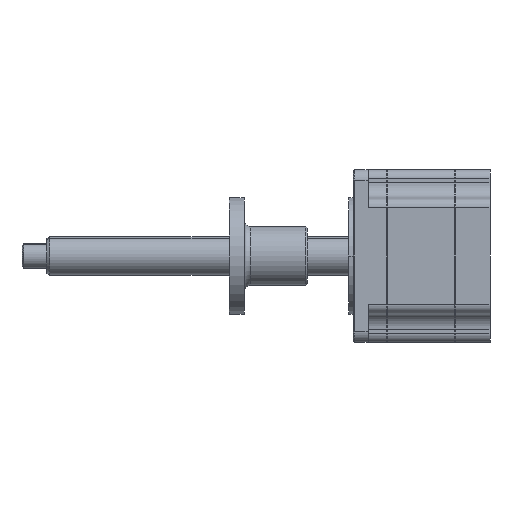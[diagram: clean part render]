
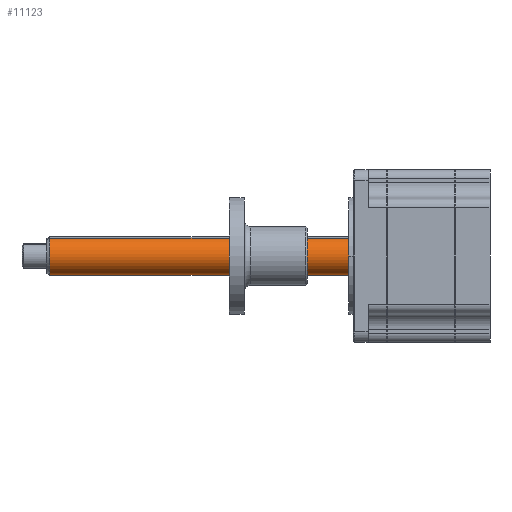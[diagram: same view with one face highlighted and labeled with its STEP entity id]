
A CAD part, left-side view. The second image highlights one B-rep face of the part: STEP entity #11123.
In plain terms, the highlighted cylindrical face has radius 6.225 mm (diameter 12.45 mm), a partial arc.
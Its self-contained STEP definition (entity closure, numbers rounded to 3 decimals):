
#546 = VERTEX_POINT ( 'NONE', #12659 ) ;
#715 = VECTOR ( 'NONE', #3491, 1000. ) ;
#895 = CIRCLE ( 'NONE', #9233, 6.225 ) ;
#1518 = DIRECTION ( 'NONE',  ( -0.389, 0., 0.921 ) ) ;
#1798 = VERTEX_POINT ( 'NONE', #5625 ) ;
#1845 = LINE ( 'NONE', #3977, #7472 ) ;
#1881 = CARTESIAN_POINT ( 'NONE',  ( -19.712, 3.999, 39.086 ) ) ;
#1891 = CARTESIAN_POINT ( 'NONE',  ( -17.293, 3.999, 33.35 ) ) ;
#2131 = ORIENTED_EDGE ( 'NONE', *, *, #3264, .F. ) ;
#2288 = ORIENTED_EDGE ( 'NONE', *, *, #10752, .F. ) ;
#2702 = CARTESIAN_POINT ( 'NONE',  ( -19.712, 102.999, 39.086 ) ) ;
#2974 = DIRECTION ( 'NONE',  ( -0.389, 0., 0.921 ) ) ;
#3264 = EDGE_CURVE ( 'NONE', #12642, #1798, #10450, .T. ) ;
#3491 = DIRECTION ( 'NONE',  ( 0., -1., 0. ) ) ;
#3536 = FACE_OUTER_BOUND ( 'NONE', #11421, .T. ) ;
#3644 = DIRECTION ( 'NONE',  ( 0., -1., 0. ) ) ;
#3977 = CARTESIAN_POINT ( 'NONE',  ( -19.712, 103.999, 39.086 ) ) ;
#4434 = ORIENTED_EDGE ( 'NONE', *, *, #12916, .T. ) ;
#5625 = CARTESIAN_POINT ( 'NONE',  ( -14.874, 3.999, 27.614 ) ) ;
#5694 = CARTESIAN_POINT ( 'NONE',  ( -14.874, 103.999, 27.614 ) ) ;
#6201 = DIRECTION ( 'NONE',  ( 0., -1., 0. ) ) ;
#6804 = ORIENTED_EDGE ( 'NONE', *, *, #7473, .T. ) ;
#7472 = VECTOR ( 'NONE', #8096, 1000. ) ;
#7473 = EDGE_CURVE ( 'NONE', #10674, #546, #895, .T. ) ;
#7605 = AXIS2_PLACEMENT_3D ( 'NONE', #7843, #3644, #1518 ) ;
#7843 = CARTESIAN_POINT ( 'NONE',  ( -17.293, 103.999, 33.35 ) ) ;
#8096 = DIRECTION ( 'NONE',  ( 0., -1., 0. ) ) ;
#9233 = AXIS2_PLACEMENT_3D ( 'NONE', #12453, #6201, #13508 ) ;
#9290 = DIRECTION ( 'NONE',  ( 0., -1., 0. ) ) ;
#10450 = CIRCLE ( 'NONE', #10888, 6.225 ) ;
#10674 = VERTEX_POINT ( 'NONE', #2702 ) ;
#10752 = EDGE_CURVE ( 'NONE', #10674, #12642, #1845, .T. ) ;
#10888 = AXIS2_PLACEMENT_3D ( 'NONE', #1891, #9290, #2974 ) ;
#11123 = ADVANCED_FACE ( 'NONE', ( #3536 ), #11545, .T. ) ;
#11267 = LINE ( 'NONE', #5694, #715 ) ;
#11421 = EDGE_LOOP ( 'NONE', ( #6804, #4434, #2131, #2288 ) ) ;
#11545 = CYLINDRICAL_SURFACE ( 'NONE', #7605, 6.225 ) ;
#12453 = CARTESIAN_POINT ( 'NONE',  ( -17.293, 102.999, 33.35 ) ) ;
#12642 = VERTEX_POINT ( 'NONE', #1881 ) ;
#12659 = CARTESIAN_POINT ( 'NONE',  ( -14.874, 102.999, 27.614 ) ) ;
#12916 = EDGE_CURVE ( 'NONE', #546, #1798, #11267, .T. ) ;
#13508 = DIRECTION ( 'NONE',  ( 0.389, 0., -0.921 ) ) ;
